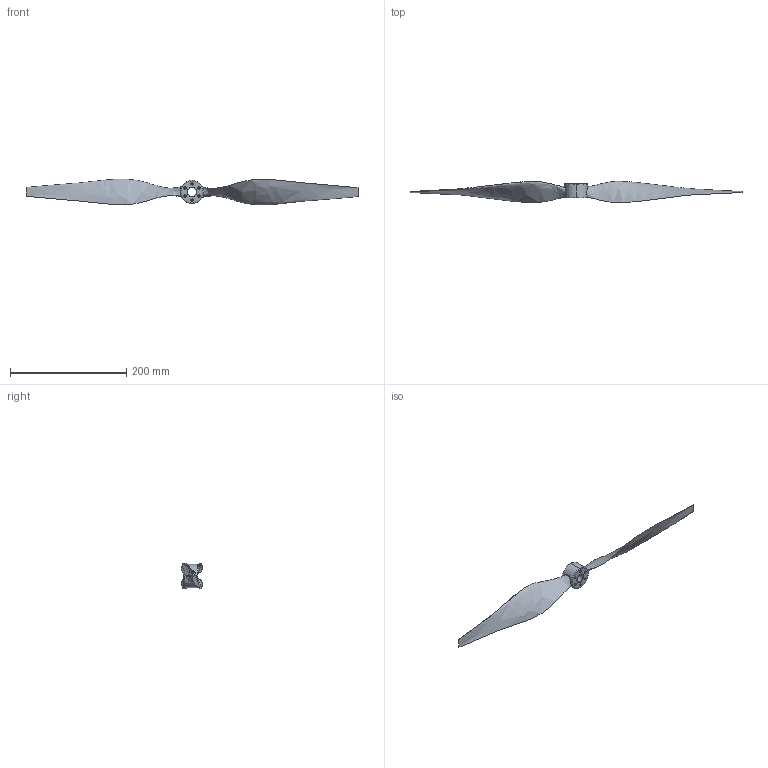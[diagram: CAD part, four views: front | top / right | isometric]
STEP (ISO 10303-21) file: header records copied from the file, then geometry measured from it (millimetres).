
FILE_DESCRIPTION (( 'STEP AP203' ), '1' );
FILE_NAME ('Potkuri.STEP', '2025-04-09T09:31:17', ( '' ), ( '' ), 'SwSTEP 2.0', 'SolidWorks 2024', '' );
FILE_SCHEMA (( 'CONFIG_CONTROL_DESIGN' ));
Length unit declared in the file: millimetre
Products named in the file (1): Potkuri
Bounding box: 570 x 36.18 x 43.96 mm (x, y, z)
Volume: 104941.7 mm3; surface area: 46772 mm2
Topology: 1 solids, 1 shells, 60 faces, 140 edges, 84 vertices
Faces by surface type: torus 32, cylinder 16, bspline 8, plane 4
Entity records: 3679 total; most frequent: CARTESIAN_POINT 2207, DIRECTION 314, ORIENTED_EDGE 280, AXIS2_PLACEMENT_3D 149, EDGE_CURVE 140, CIRCLE 96, VERTEX_POINT 84, EDGE_LOOP 76
